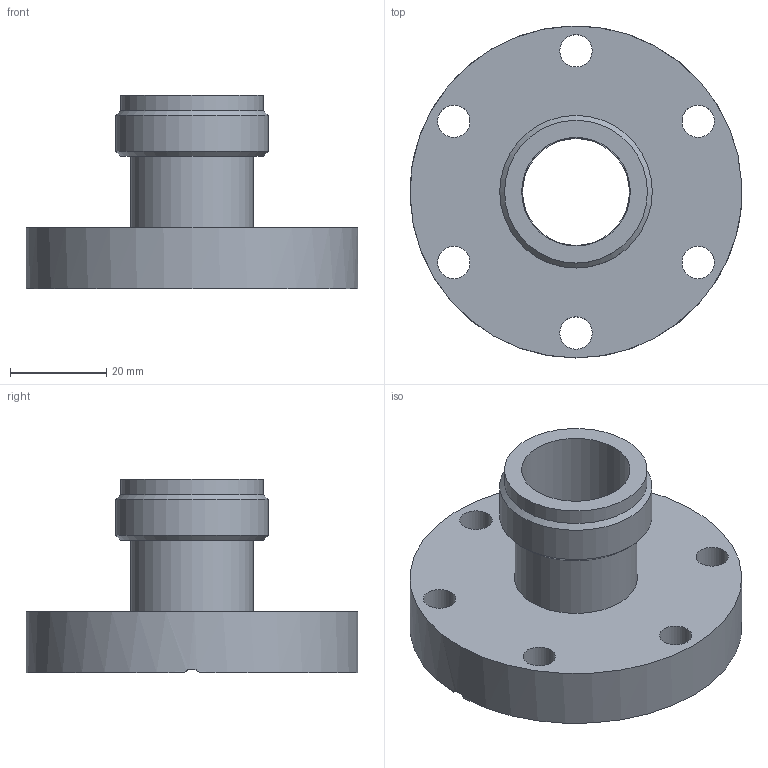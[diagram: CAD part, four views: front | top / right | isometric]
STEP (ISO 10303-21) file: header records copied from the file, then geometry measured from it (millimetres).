
FILE_DESCRIPTION(/* description */ (''),/* implementation_level */ '2;1');
FILE_NAME(/* name */ '5000613a.stp',/* time_stamp */ '2019-09-30T11:05:47-04:00',/* author */ ('Sana_M'),/* organization */ (''),/* preprocessor_version */ 'ST-DEVELOPER v16.13',/* originating_system */ 'Autodesk Inventor 2018',/* authorisation */ '');
FILE_SCHEMA (('AUTOMOTIVE_DESIGN { 1 0 10303 214 3 1 1 }'));
Length unit declared in the file: inch
Products named in the file (1): 5000613a
Bounding box: 69.09 x 69.09 x 40.23 mm (x, y, z)
Volume: 44142.3 mm3; surface area: 18083.2 mm2
Topology: 2 solids, 2 shells, 28 faces, 70 edges, 48 vertices
Faces by surface type: cylinder 17, plane 8, cone 3
Full cylindrical faces by diameter (mm): 6.731 x6, 22.225 x1, 22.606 x1, 25.4 x1, 25.654 x1, 29.718 x1, 31.75 x1, 41.91 x1, 48.311 x1, 69.088 x1
Entity records: 844 total; most frequent: CARTESIAN_POINT 165, DIRECTION 128, ORIENTED_EDGE 86, EDGE_LOOP 64, AXIS2_PLACEMENT_3D 62, EDGE_CURVE 43, VERTEX_POINT 39, FACE_BOUND 36
